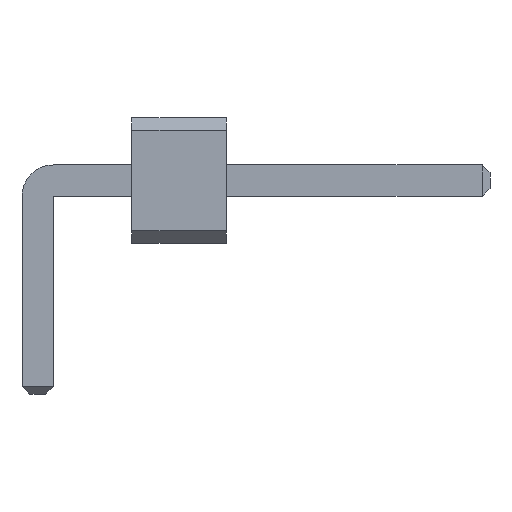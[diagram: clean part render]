
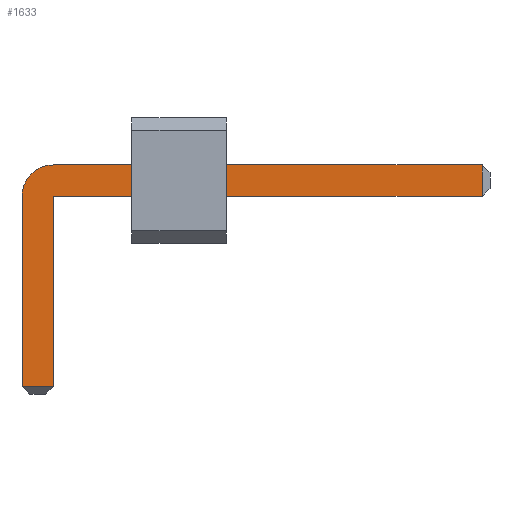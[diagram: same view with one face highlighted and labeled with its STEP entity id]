
A CAD part, front view. The second image highlights one B-rep face of the part: STEP entity #1633.
In plain terms, the highlighted planar face has unit normal (0, -1, 0).
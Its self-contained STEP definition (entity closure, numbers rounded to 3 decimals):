
#13=DIRECTION('',(0.,0.,1.));
#27=VECTOR('',#28,1.);
#28=DIRECTION('',(1.,0.,0.));
#676=VECTOR('',#13,1.);
#718=DIRECTION('',(0.,1.,0.));
#1447=VECTOR('',#1448,1.);
#1448=DIRECTION('',(0.,0.,-1.));
#1455=VECTOR('',#1456,1.);
#1456=DIRECTION('',(-1.,0.,0.));
#1477=DIRECTION('',(-0.,1.,0.));
#1487=VERTEX_POINT('',#1488);
#1488=CARTESIAN_POINT('',(0.25,-20.25,1.25));
#1490=ORIENTED_EDGE('',*,*,#1491,.T.);
#1491=EDGE_CURVE('',#1487,#1492,#1494,.T.);
#1492=VERTEX_POINT('',#1493);
#1493=CARTESIAN_POINT('',(7.075,-20.25,1.25));
#1494=LINE('',#1495,#27);
#1495=CARTESIAN_POINT('',(-0.25,-20.25,1.25));
#1531=EDGE_CURVE('',#1532,#1487,#1534,.T.);
#1532=VERTEX_POINT('',#1533);
#1533=CARTESIAN_POINT('',(-0.25,-20.25,0.75));
#1534=CIRCLE('',#1535,0.5);
#1535=AXIS2_PLACEMENT_3D('',#1536,#1477,#1448);
#1536=CARTESIAN_POINT('',(0.25,-20.25,0.75));
#1548=VERTEX_POINT('',#1549);
#1549=CARTESIAN_POINT('',(7.075,-20.25,0.75));
#1551=ORIENTED_EDGE('',*,*,#1552,.T.);
#1552=EDGE_CURVE('',#1548,#1553,#1554,.T.);
#1553=VERTEX_POINT('',#1536);
#1554=LINE('',#1555,#1455);
#1555=CARTESIAN_POINT('',(7.2,-20.25,0.75));
#1567=VERTEX_POINT('',#1568);
#1568=CARTESIAN_POINT('',(-0.25,-20.25,-2.275));
#1570=ORIENTED_EDGE('',*,*,#1571,.T.);
#1571=EDGE_CURVE('',#1567,#1532,#1572,.T.);
#1572=LINE('',#1573,#676);
#1573=CARTESIAN_POINT('',(-0.25,-20.25,-2.4));
#1581=ORIENTED_EDGE('',*,*,#1582,.T.);
#1582=EDGE_CURVE('',#1553,#1583,#1585,.T.);
#1583=VERTEX_POINT('',#1584);
#1584=CARTESIAN_POINT('',(0.25,-20.25,-2.275));
#1585=LINE('',#1536,#1447);
#1633=ADVANCED_FACE('',(#1634),#1643,.F.);
#1634=FACE_BOUND('',#1635,.F.);
#1635=EDGE_LOOP('',(#1490,#1636,#1551,#1581,#1639,#1570,#1642));
#1636=ORIENTED_EDGE('',*,*,#1637,.T.);
#1637=EDGE_CURVE('',#1492,#1548,#1638,.T.);
#1638=LINE('',#1493,#1447);
#1639=ORIENTED_EDGE('',*,*,#1640,.T.);
#1640=EDGE_CURVE('',#1583,#1567,#1641,.T.);
#1641=LINE('',#1584,#1455);
#1642=ORIENTED_EDGE('',*,*,#1531,.T.);
#1643=PLANE('',#1644);
#1644=AXIS2_PLACEMENT_3D('',#1645,#718,#13);
#1645=CARTESIAN_POINT('',(2.489,-20.25,0.411));
